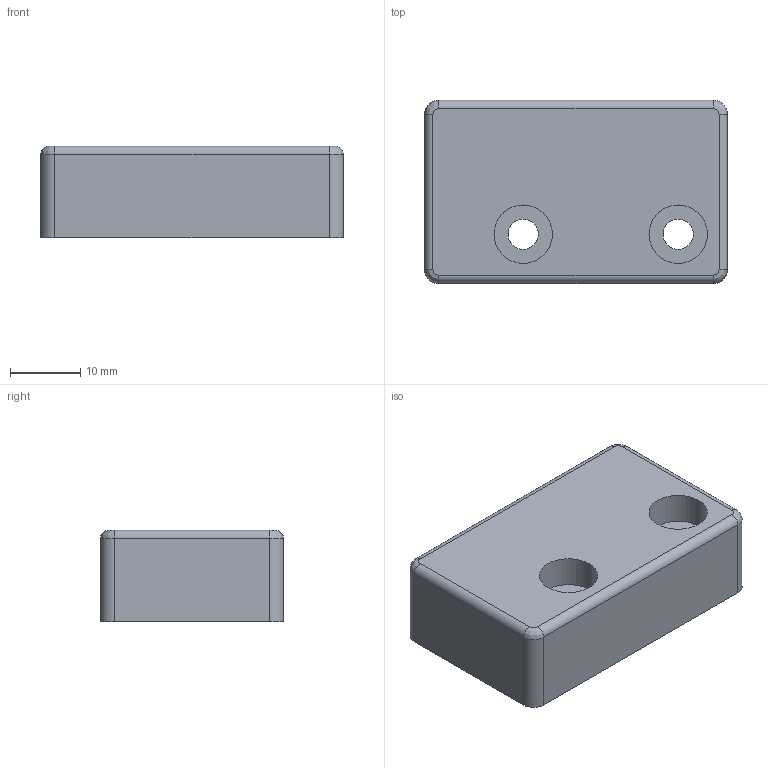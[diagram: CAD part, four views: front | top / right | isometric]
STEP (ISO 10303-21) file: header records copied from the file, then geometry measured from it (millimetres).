
FILE_DESCRIPTION((''),'2;1');
FILE_NAME('188758_ASM','2016-02-01T',('pdmadmin'),(''),'PRO/ENGINEER BY PARAMETRIC TECHNOLOGY CORPORATION, 2013230','PRO/ENGINEER BY PARAMETRIC TECHNOLOGY CORPORATION, 2013230','');
FILE_SCHEMA(('CONFIG_CONTROL_DESIGN'));
Length unit declared in the file: millimetre
Products named in the file (2): 46992; 188758_ASM
Assembly tree (1 placements, depth 2):
  188758_ASM
    46992
Bounding box: 43 x 26 x 13 mm (x, y, z)
Volume: 13714.5 mm3; surface area: 4314.8 mm2
Topology: 1 solids, 1 shells, 28 faces, 64 edges, 40 vertices
Faces by surface type: cylinder 16, plane 8, bspline 4
Entity records: 919 total; most frequent: CARTESIAN_POINT 195, DIRECTION 154, ORIENTED_EDGE 128, EDGE_CURVE 64, AXIS2_PLACEMENT_3D 63, VERTEX_POINT 40, CIRCLE 36, EDGE_LOOP 34
